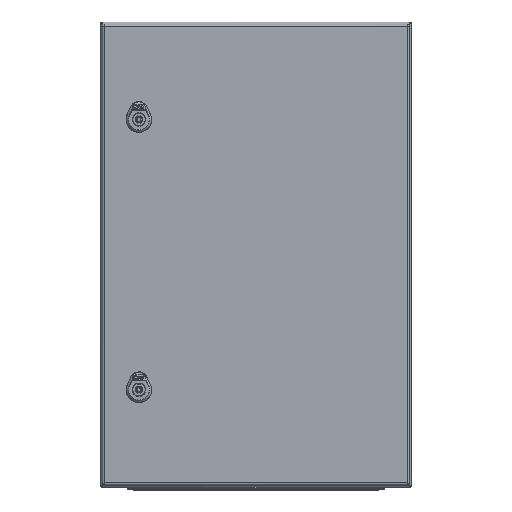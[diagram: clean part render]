
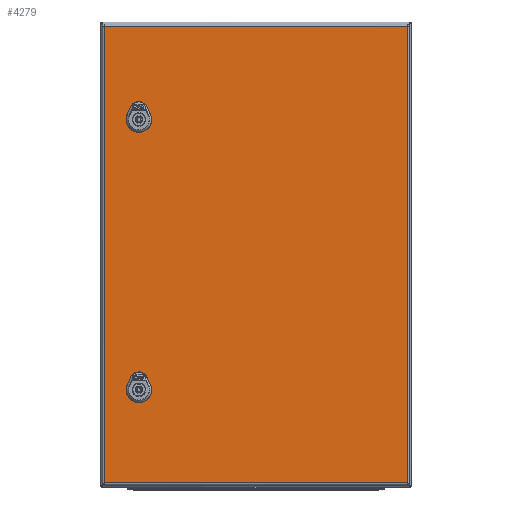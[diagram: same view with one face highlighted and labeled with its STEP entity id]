
A CAD part, top view. The second image highlights one B-rep face of the part: STEP entity #4279.
In plain terms, the highlighted face is planar.
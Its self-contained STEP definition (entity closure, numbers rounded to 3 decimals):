
#909=FACE_BOUND('',#6723,.T.);
#910=FACE_BOUND('',#6724,.T.);
#911=FACE_BOUND('',#6725,.T.);
#4279=ADVANCED_FACE('',(#909,#910,#911),#4972,.F.);
#4972=PLANE('',#20097);
#6723=EDGE_LOOP('',(#11054,#11055,#11056,#11057,#11058,#11059,#11060,#11061));
#6724=EDGE_LOOP('',(#11062,#11063,#11064,#11065,#11066,#11067,#11068,#11069));
#6725=EDGE_LOOP('',(#11070,#11071,#11072,#11073));
#7668=CIRCLE('',#20089,11.25);
#7669=CIRCLE('',#20090,11.25);
#7670=CIRCLE('',#20091,11.25);
#7671=CIRCLE('',#20092,11.25);
#7672=CIRCLE('',#20093,11.25);
#7673=CIRCLE('',#20094,11.25);
#7674=CIRCLE('',#20095,11.25);
#7675=CIRCLE('',#20096,11.25);
#11054=ORIENTED_EDGE('',*,*,#15804,.T.);
#11055=ORIENTED_EDGE('',*,*,#15805,.T.);
#11056=ORIENTED_EDGE('',*,*,#15806,.T.);
#11057=ORIENTED_EDGE('',*,*,#15807,.T.);
#11058=ORIENTED_EDGE('',*,*,#15808,.T.);
#11059=ORIENTED_EDGE('',*,*,#15809,.T.);
#11060=ORIENTED_EDGE('',*,*,#15810,.T.);
#11061=ORIENTED_EDGE('',*,*,#15811,.T.);
#11062=ORIENTED_EDGE('',*,*,#15812,.T.);
#11063=ORIENTED_EDGE('',*,*,#15813,.T.);
#11064=ORIENTED_EDGE('',*,*,#15814,.T.);
#11065=ORIENTED_EDGE('',*,*,#15815,.T.);
#11066=ORIENTED_EDGE('',*,*,#15816,.T.);
#11067=ORIENTED_EDGE('',*,*,#15817,.T.);
#11068=ORIENTED_EDGE('',*,*,#15818,.T.);
#11069=ORIENTED_EDGE('',*,*,#15819,.T.);
#11070=ORIENTED_EDGE('',*,*,#15820,.T.);
#11071=ORIENTED_EDGE('',*,*,#15821,.T.);
#11072=ORIENTED_EDGE('',*,*,#15822,.T.);
#11073=ORIENTED_EDGE('',*,*,#15823,.T.);
#13835=VERTEX_POINT('',#33175);
#13836=VERTEX_POINT('',#33176);
#13837=VERTEX_POINT('',#33178);
#13838=VERTEX_POINT('',#33180);
#13839=VERTEX_POINT('',#33182);
#13840=VERTEX_POINT('',#33184);
#13841=VERTEX_POINT('',#33186);
#13842=VERTEX_POINT('',#33188);
#13843=VERTEX_POINT('',#33191);
#13844=VERTEX_POINT('',#33192);
#13845=VERTEX_POINT('',#33194);
#13846=VERTEX_POINT('',#33196);
#13847=VERTEX_POINT('',#33198);
#13848=VERTEX_POINT('',#33200);
#13849=VERTEX_POINT('',#33202);
#13850=VERTEX_POINT('',#33204);
#13851=VERTEX_POINT('',#33207);
#13852=VERTEX_POINT('',#33208);
#13853=VERTEX_POINT('',#33210);
#13854=VERTEX_POINT('',#33212);
#15804=EDGE_CURVE('',#13835,#13836,#17469,.T.);
#15805=EDGE_CURVE('',#13836,#13837,#7668,.T.);
#15806=EDGE_CURVE('',#13837,#13838,#17470,.T.);
#15807=EDGE_CURVE('',#13838,#13839,#7669,.T.);
#15808=EDGE_CURVE('',#13839,#13840,#17471,.T.);
#15809=EDGE_CURVE('',#13840,#13841,#7670,.T.);
#15810=EDGE_CURVE('',#13841,#13842,#17472,.T.);
#15811=EDGE_CURVE('',#13842,#13835,#7671,.T.);
#15812=EDGE_CURVE('',#13843,#13844,#17473,.T.);
#15813=EDGE_CURVE('',#13844,#13845,#7672,.T.);
#15814=EDGE_CURVE('',#13845,#13846,#17474,.T.);
#15815=EDGE_CURVE('',#13846,#13847,#7673,.T.);
#15816=EDGE_CURVE('',#13847,#13848,#17475,.T.);
#15817=EDGE_CURVE('',#13848,#13849,#7674,.T.);
#15818=EDGE_CURVE('',#13849,#13850,#17476,.T.);
#15819=EDGE_CURVE('',#13850,#13843,#7675,.T.);
#15820=EDGE_CURVE('',#13851,#13852,#17477,.T.);
#15821=EDGE_CURVE('',#13852,#13853,#17478,.T.);
#15822=EDGE_CURVE('',#13853,#13854,#17479,.T.);
#15823=EDGE_CURVE('',#13854,#13851,#17480,.T.);
#17469=LINE('',#33174,#18683);
#17470=LINE('',#33179,#18684);
#17471=LINE('',#33183,#18685);
#17472=LINE('',#33187,#18686);
#17473=LINE('',#33190,#18687);
#17474=LINE('',#33195,#18688);
#17475=LINE('',#33199,#18689);
#17476=LINE('',#33203,#18690);
#17477=LINE('',#33206,#18691);
#17478=LINE('',#33209,#18692);
#17479=LINE('',#33211,#18693);
#17480=LINE('',#33213,#18694);
#18683=VECTOR('',#23375,1.);
#18684=VECTOR('',#23378,1.);
#18685=VECTOR('',#23381,1.);
#18686=VECTOR('',#23384,1.);
#18687=VECTOR('',#23387,1.);
#18688=VECTOR('',#23390,1.);
#18689=VECTOR('',#23393,1.);
#18690=VECTOR('',#23396,1.);
#18691=VECTOR('',#23399,1.);
#18692=VECTOR('',#23400,1.);
#18693=VECTOR('',#23401,1.);
#18694=VECTOR('',#23402,1.);
#20089=AXIS2_PLACEMENT_3D('',#33177,#23376,#23377);
#20090=AXIS2_PLACEMENT_3D('',#33181,#23379,#23380);
#20091=AXIS2_PLACEMENT_3D('',#33185,#23382,#23383);
#20092=AXIS2_PLACEMENT_3D('',#33189,#23385,#23386);
#20093=AXIS2_PLACEMENT_3D('',#33193,#23388,#23389);
#20094=AXIS2_PLACEMENT_3D('',#33197,#23391,#23392);
#20095=AXIS2_PLACEMENT_3D('',#33201,#23394,#23395);
#20096=AXIS2_PLACEMENT_3D('',#33205,#23397,#23398);
#20097=AXIS2_PLACEMENT_3D('',#33214,#23403,#23404);
#23375=DIRECTION('',(-1.,0.,0.));
#23376=DIRECTION('',(0.,0.,1.));
#23377=DIRECTION('',(1.,0.,0.));
#23378=DIRECTION('',(0.,-1.,0.));
#23379=DIRECTION('',(0.,0.,1.));
#23380=DIRECTION('',(1.,0.,0.));
#23381=DIRECTION('',(1.,0.,0.));
#23382=DIRECTION('',(0.,0.,1.));
#23383=DIRECTION('',(1.,0.,0.));
#23384=DIRECTION('',(0.,1.,0.));
#23385=DIRECTION('',(0.,0.,1.));
#23386=DIRECTION('',(1.,0.,0.));
#23387=DIRECTION('',(-1.,0.,0.));
#23388=DIRECTION('',(0.,0.,1.));
#23389=DIRECTION('',(1.,0.,0.));
#23390=DIRECTION('',(0.,-1.,0.));
#23391=DIRECTION('',(0.,0.,1.));
#23392=DIRECTION('',(1.,0.,0.));
#23393=DIRECTION('',(1.,0.,0.));
#23394=DIRECTION('',(0.,0.,1.));
#23395=DIRECTION('',(1.,0.,0.));
#23396=DIRECTION('',(0.,1.,0.));
#23397=DIRECTION('',(0.,0.,1.));
#23398=DIRECTION('',(1.,0.,0.));
#23399=DIRECTION('',(0.,1.,0.));
#23400=DIRECTION('',(1.,0.,0.));
#23401=DIRECTION('',(0.,-1.,0.));
#23402=DIRECTION('',(-1.,0.,0.));
#23403=DIRECTION('',(0.,0.,1.));
#23404=DIRECTION('',(1.,0.,0.));
#33174=CARTESIAN_POINT('',(-195.65,-164.,0.));
#33175=CARTESIAN_POINT('',(155.396,-164.,0.));
#33176=CARTESIAN_POINT('',(145.904,-164.,0.));
#33177=CARTESIAN_POINT('',(150.65,-174.2,0.));
#33178=CARTESIAN_POINT('',(140.45,-169.454,0.));
#33179=CARTESIAN_POINT('',(140.45,-294.7,0.));
#33180=CARTESIAN_POINT('',(140.45,-178.946,0.));
#33181=CARTESIAN_POINT('',(150.65,-174.2,0.));
#33182=CARTESIAN_POINT('',(145.904,-184.4,0.));
#33183=CARTESIAN_POINT('',(-195.65,-184.4,0.));
#33184=CARTESIAN_POINT('',(155.396,-184.4,0.));
#33185=CARTESIAN_POINT('',(150.65,-174.2,0.));
#33186=CARTESIAN_POINT('',(160.85,-178.946,0.));
#33187=CARTESIAN_POINT('',(160.85,-294.7,0.));
#33188=CARTESIAN_POINT('',(160.85,-169.454,0.));
#33189=CARTESIAN_POINT('',(150.65,-174.2,0.));
#33190=CARTESIAN_POINT('',(-195.65,184.4,0.));
#33191=CARTESIAN_POINT('',(155.396,184.4,0.));
#33192=CARTESIAN_POINT('',(145.904,184.4,0.));
#33193=CARTESIAN_POINT('',(150.65,174.2,0.));
#33194=CARTESIAN_POINT('',(140.45,178.946,0.));
#33195=CARTESIAN_POINT('',(140.45,-294.7,0.));
#33196=CARTESIAN_POINT('',(140.45,169.454,0.));
#33197=CARTESIAN_POINT('',(150.65,174.2,0.));
#33198=CARTESIAN_POINT('',(145.904,164.,0.));
#33199=CARTESIAN_POINT('',(-195.65,164.,0.));
#33200=CARTESIAN_POINT('',(155.396,164.,0.));
#33201=CARTESIAN_POINT('',(150.65,174.2,0.));
#33202=CARTESIAN_POINT('',(160.85,169.454,0.));
#33203=CARTESIAN_POINT('',(160.85,-294.7,0.));
#33204=CARTESIAN_POINT('',(160.85,178.946,0.));
#33205=CARTESIAN_POINT('',(150.65,174.2,0.));
#33206=CARTESIAN_POINT('',(-195.35,-294.7,0.));
#33207=CARTESIAN_POINT('',(-195.35,-294.4,0.));
#33208=CARTESIAN_POINT('',(-195.35,294.4,0.));
#33209=CARTESIAN_POINT('',(-195.65,294.4,0.));
#33210=CARTESIAN_POINT('',(195.35,294.4,0.));
#33211=CARTESIAN_POINT('',(195.35,-294.7,0.));
#33212=CARTESIAN_POINT('',(195.35,-294.4,0.));
#33213=CARTESIAN_POINT('',(-195.65,-294.4,0.));
#33214=CARTESIAN_POINT('',(-195.65,-294.7,0.));
